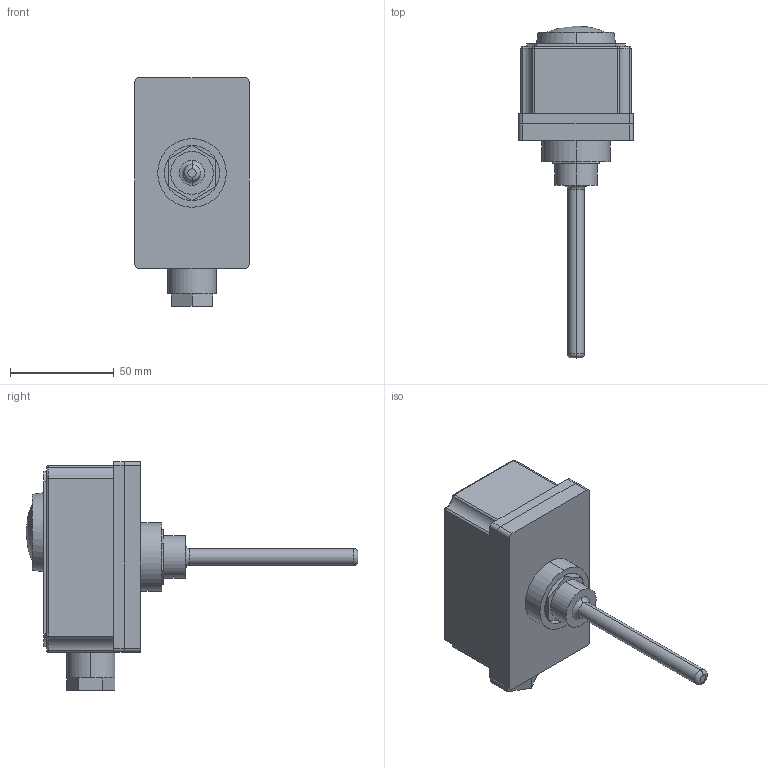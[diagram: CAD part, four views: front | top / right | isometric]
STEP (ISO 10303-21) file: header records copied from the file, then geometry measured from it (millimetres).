
FILE_DESCRIPTION (( 'STEP AP203' ), '1' );
FILE_NAME ('Prilozny termostat THS-90.STEP', '2013-02-20T11:23:09', ( 'Uzivatel' ), ( 'HP' ), 'SwSTEP 2.0', 'SolidWorks 2012', '' );
FILE_SCHEMA (( 'CONFIG_CONTROL_DESIGN' ));
Length unit declared in the file: millimetre
Products named in the file (1): Prilozny termostat THS-90
Bounding box: 55 x 159.7 x 110.1 mm (x, y, z)
Volume: 250429.7 mm3; surface area: 42349.4 mm2
Topology: 4 solids, 4 shells, 105 faces, 247 edges, 150 vertices
Faces by surface type: plane 44, cylinder 42, sphere 9, torus 8, cone 2
Entity records: 3005 total; most frequent: DIRECTION 556, CARTESIAN_POINT 490, ORIENTED_EDGE 472, EDGE_CURVE 236, AXIS2_PLACEMENT_3D 214, VERTEX_POINT 148, LINE 128, VECTOR 128
